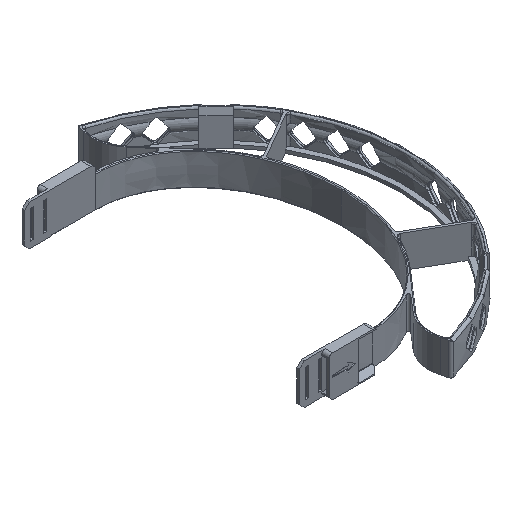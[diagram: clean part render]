
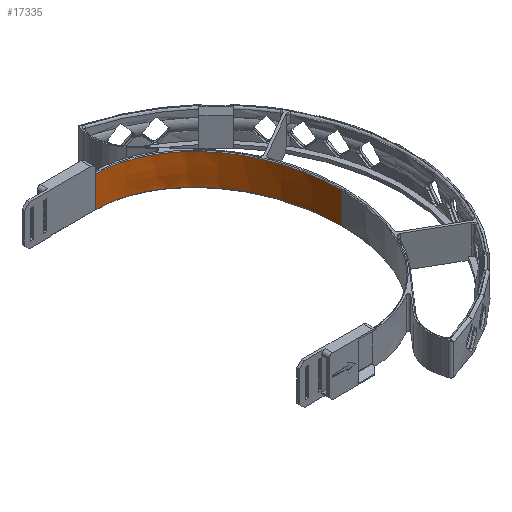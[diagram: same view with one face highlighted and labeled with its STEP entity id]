
A CAD part, isometric view. The second image highlights one B-rep face of the part: STEP entity #17335.
In plain terms, the highlighted face is a extrusion surface.
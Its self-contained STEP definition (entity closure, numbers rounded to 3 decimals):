
#3154=DIRECTION('',(0.,0.,1.));
#3155=VECTOR('',#3154,19.);
#3156=CARTESIAN_POINT('',(35.,0.,0.5));
#3157=LINE('',#3156,#3155);
#3158=CARTESIAN_POINT('',(35.,0.,19.5));
#7071=CARTESIAN_POINT('',(35.,0.,0.5));
#7072=CARTESIAN_POINT('',(35.,3.152,0.5));
#7073=CARTESIAN_POINT('',(34.732,9.188,0.5));
#7074=CARTESIAN_POINT('',(33.321,20.385,0.5));
#7075=CARTESIAN_POINT('',(30.164,32.989,0.5));
#7076=CARTESIAN_POINT('',(24.56,46.298,0.5));
#7077=CARTESIAN_POINT('',(17.291,57.941,0.5));
#7078=CARTESIAN_POINT('',(8.359,67.921,0.5));
#7079=CARTESIAN_POINT('',(-0.593,74.73,0.5));
#7080=CARTESIAN_POINT('',(-8.861,79.07,0.5));
#7081=CARTESIAN_POINT('',(-15.712,81.676,0.5));
#7082=CARTESIAN_POINT('',(-23.357,83.487,0.5));
#7083=CARTESIAN_POINT('',(-29.148,84.,0.5));
#7084=CARTESIAN_POINT('',(-32.3,84.,0.5));
#7086=DIRECTION('',(0.,0.,1.));
#7087=VECTOR('',#7086,19.);
#7088=CARTESIAN_POINT('',(-32.3,84.,0.5));
#7089=LINE('',#7088,#7087);
#7090=CARTESIAN_POINT('',(-32.3,84.,19.5));
#7091=CARTESIAN_POINT('',(-29.148,84.,19.5));
#7092=CARTESIAN_POINT('',(-23.357,83.487,19.5));
#7093=CARTESIAN_POINT('',(-15.712,81.676,19.5));
#7094=CARTESIAN_POINT('',(-8.861,79.07,19.5));
#7095=CARTESIAN_POINT('',(-0.593,74.73,19.5));
#7096=CARTESIAN_POINT('',(8.359,67.921,19.5));
#7097=CARTESIAN_POINT('',(17.291,57.941,19.5));
#7098=CARTESIAN_POINT('',(24.56,46.298,19.5));
#7099=CARTESIAN_POINT('',(30.164,32.989,19.5));
#7100=CARTESIAN_POINT('',(33.321,20.385,19.5));
#7101=CARTESIAN_POINT('',(34.732,9.188,19.5));
#7102=CARTESIAN_POINT('',(35.,3.152,19.5));
#7103=CARTESIAN_POINT('',(35.,0.,19.5));
#7554=VERTEX_POINT('',#3158);
#7559=VERTEX_POINT('',#7090);
#7562=VERTEX_POINT('',#7071);
#7563=VERTEX_POINT('',#7084);
#17314=CARTESIAN_POINT('',(34.994,-1.195,0.));
#17315=CARTESIAN_POINT('',(35.064,5.28,0.));
#17316=CARTESIAN_POINT('',(34.089,17.113,0.));
#17317=CARTESIAN_POINT('',(29.059,37.699,0.));
#17318=CARTESIAN_POINT('',(20.317,54.572,0.));
#17319=CARTESIAN_POINT('',(8.211,68.082,0.));
#17320=CARTESIAN_POINT('',(-2.757,76.327,0.));
#17321=CARTESIAN_POINT('',(-13.786,81.307,0.));
#17322=CARTESIAN_POINT('',(-24.265,83.636,0.));
#17323=CARTESIAN_POINT('',(-30.248,84.057,0.));
#17324=CARTESIAN_POINT('',(-33.52,83.987,0.));
#17326=DIRECTION('',(0.,0.,1.));
#17327=VECTOR('',#17326,1.);
#17328=SURFACE_OF_LINEAR_EXTRUSION('',#17325,#17327);
#17329=ORIENTED_EDGE('',*,*,#10874,.T.);
#17330=ORIENTED_EDGE('',*,*,#10915,.T.);
#17331=ORIENTED_EDGE('',*,*,#17308,.T.);
#17332=ORIENTED_EDGE('',*,*,#10724,.F.);
#17333=EDGE_LOOP('',(#17329,#17330,#17331,#17332));
#17334=FACE_OUTER_BOUND('',#17333,.F.);
#17335=ADVANCED_FACE('',(#17334),#17328,.F.);
#7085=B_SPLINE_CURVE_WITH_KNOTS('',3,(#7071,#7072,#7073,#7074,#7075,#7076,#7077,
#7078,#7079,#7080,#7081,#7082,#7083,#7084),.UNSPECIFIED.,.F.,.F.,(4,1,1,1,1,1,1,
1,1,1,1,4),(0.,0.063,0.125,0.25,0.375,0.5,0.625,0.75,0.813,
0.875,0.938,1.),.UNSPECIFIED.);
#7104=B_SPLINE_CURVE_WITH_KNOTS('',3,(#7090,#7091,#7092,#7093,#7094,#7095,#7096,
#7097,#7098,#7099,#7100,#7101,#7102,#7103),.UNSPECIFIED.,.F.,.F.,(4,1,1,1,1,1,1,
1,1,1,1,4),(0.,0.063,0.125,0.188,0.25,0.375,0.5,0.625,0.75,
0.875,0.938,1.),.UNSPECIFIED.);
#10724=EDGE_CURVE('',#7562,#7554,#3157,.T.);
#10874=EDGE_CURVE('',#7562,#7563,#7085,.T.);
#10915=EDGE_CURVE('',#7563,#7559,#7089,.T.);
#17308=EDGE_CURVE('',#7559,#7554,#7104,.T.);
#17325=B_SPLINE_CURVE_WITH_KNOTS('',3,(#17314,#17315,#17316,#17317,#17318,
#17319,#17320,#17321,#17322,#17323,#17324),.UNSPECIFIED.,.F.,.F.,(4,1,1,1,1,1,1,
1,4),(0.,0.125,0.25,0.5,0.625,0.75,0.875,0.938,1.),
.UNSPECIFIED.);
